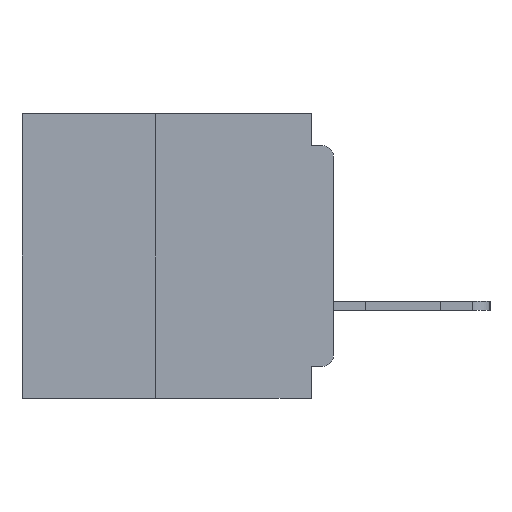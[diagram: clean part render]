
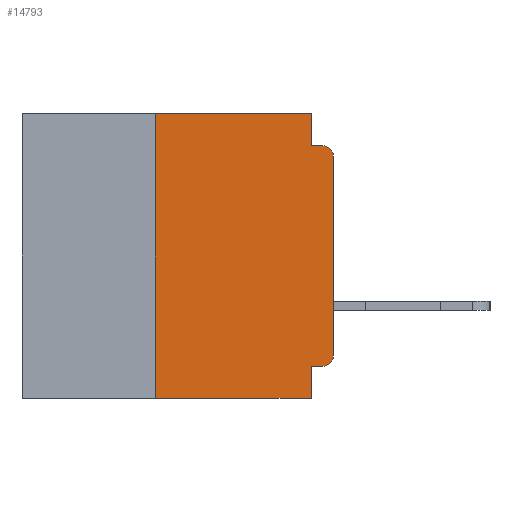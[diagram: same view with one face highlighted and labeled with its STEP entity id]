
A CAD part, left-side view. The second image highlights one B-rep face of the part: STEP entity #14793.
In plain terms, the highlighted planar face has unit normal (-1, 0, 0).
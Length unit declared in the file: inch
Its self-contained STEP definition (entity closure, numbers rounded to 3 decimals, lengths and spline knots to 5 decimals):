
#1109 = DIRECTION ( 'NONE',  ( 0., 0., -1. ) ) ;
#4339 = VERTEX_POINT ( 'NONE', #39963 ) ;
#4492 = DIRECTION ( 'NONE',  ( 0., 0., -1. ) ) ;
#5138 = CARTESIAN_POINT ( 'NONE',  ( 0., 0.031, 0. ) ) ;
#5442 = VECTOR ( 'NONE', #29303, 39.37008 ) ;
#5848 = VERTEX_POINT ( 'NONE', #39289 ) ;
#6280 = VECTOR ( 'NONE', #36390, 39.37008 ) ;
#7033 = AXIS2_PLACEMENT_3D ( 'NONE', #7761, #31398, #11143 ) ;
#7189 = VERTEX_POINT ( 'NONE', #13535 ) ;
#7761 = CARTESIAN_POINT ( 'NONE',  ( 0., 0.015, -0.06 ) ) ;
#8019 = CARTESIAN_POINT ( 'NONE',  ( 0., 0.25, 0. ) ) ;
#8599 = VECTOR ( 'NONE', #40721, 39.37008 ) ;
#8680 = VERTEX_POINT ( 'NONE', #31292 ) ;
#8977 = VERTEX_POINT ( 'NONE', #9075 ) ;
#9075 = CARTESIAN_POINT ( 'NONE',  ( 0., 0., -0.06 ) ) ;
#10760 = VECTOR ( 'NONE', #15147, 39.37008 ) ;
#11090 = PLANE ( 'NONE',  #35817 ) ;
#11143 = DIRECTION ( 'NONE',  ( 0., 0., -1. ) ) ;
#11919 = DIRECTION ( 'NONE',  ( 0., 0., -1. ) ) ;
#13072 = VECTOR ( 'NONE', #23212, 39.37008 ) ;
#13535 = CARTESIAN_POINT ( 'NONE',  ( 0., 0.015, -0.355 ) ) ;
#13807 = LINE ( 'NONE', #24658, #40712 ) ;
#14739 = CARTESIAN_POINT ( 'NONE',  ( 0., 0.031, -0.4 ) ) ;
#14793 = ADVANCED_FACE ( 'NONE', ( #18178 ), #11090, .F. ) ;
#14902 = AXIS2_PLACEMENT_3D ( 'NONE', #36152, #15866, #39490 ) ;
#15147 = DIRECTION ( 'NONE',  ( 0., -1., 0. ) ) ;
#15322 = ORIENTED_EDGE ( 'NONE', *, *, #25246, .F. ) ;
#15552 = EDGE_CURVE ( 'NONE', #8680, #4339, #32409, .T. ) ;
#15599 = VERTEX_POINT ( 'NONE', #29048 ) ;
#15866 = DIRECTION ( 'NONE',  ( -1., 0., 0. ) ) ;
#16113 = CARTESIAN_POINT ( 'NONE',  ( 0., 0.437, -0.4 ) ) ;
#16477 = EDGE_CURVE ( 'NONE', #7189, #35858, #20119, .T. ) ;
#17322 = EDGE_CURVE ( 'NONE', #5848, #30458, #13807, .T. ) ;
#17849 = ORIENTED_EDGE ( 'NONE', *, *, #40077, .T. ) ;
#17922 = EDGE_LOOP ( 'NONE', ( #30399, #17849, #30593, #29052, #25756, #15322, #37941, #34144, #29808, #41549 ) ) ;
#18178 = FACE_OUTER_BOUND ( 'NONE', #17922, .T. ) ;
#18870 = EDGE_CURVE ( 'NONE', #15599, #30458, #40051, .T. ) ;
#20119 = CIRCLE ( 'NONE', #14902, 0.015 ) ;
#20967 = LINE ( 'NONE', #43395, #13072 ) ;
#21250 = DIRECTION ( 'NONE',  ( 1., 0., 0. ) ) ;
#21853 = CARTESIAN_POINT ( 'NONE',  ( 0., 0.437, 0. ) ) ;
#23172 = CARTESIAN_POINT ( 'NONE',  ( 0., 0.015, -0.045 ) ) ;
#23212 = DIRECTION ( 'NONE',  ( 0., 0., 1. ) ) ;
#23742 = CARTESIAN_POINT ( 'NONE',  ( 0., 0., -0.355 ) ) ;
#24658 = CARTESIAN_POINT ( 'NONE',  ( 0., 0.031, -0.4 ) ) ;
#25246 = EDGE_CURVE ( 'NONE', #15599, #37126, #32392, .T. ) ;
#25756 = ORIENTED_EDGE ( 'NONE', *, *, #33267, .F. ) ;
#26037 = CARTESIAN_POINT ( 'NONE',  ( 0., 0.25, -0.4 ) ) ;
#26273 = CIRCLE ( 'NONE', #7033, 0.015 ) ;
#28609 = CARTESIAN_POINT ( 'NONE',  ( 0., 0., -0.045 ) ) ;
#28704 = DIRECTION ( 'NONE',  ( 0., -1., 0. ) ) ;
#29048 = CARTESIAN_POINT ( 'NONE',  ( 0., 0.25, -0.4 ) ) ;
#29052 = ORIENTED_EDGE ( 'NONE', *, *, #15552, .F. ) ;
#29303 = DIRECTION ( 'NONE',  ( 0., 0., 1. ) ) ;
#29808 = ORIENTED_EDGE ( 'NONE', *, *, #33771, .F. ) ;
#30399 = ORIENTED_EDGE ( 'NONE', *, *, #36835, .T. ) ;
#30458 = VERTEX_POINT ( 'NONE', #14739 ) ;
#30593 = ORIENTED_EDGE ( 'NONE', *, *, #32628, .F. ) ;
#31292 = CARTESIAN_POINT ( 'NONE',  ( 0., 0.031, 0. ) ) ;
#31357 = VECTOR ( 'NONE', #11919, 39.37008 ) ;
#31398 = DIRECTION ( 'NONE',  ( -1., 0., 0. ) ) ;
#31591 = VERTEX_POINT ( 'NONE', #23172 ) ;
#32205 = CARTESIAN_POINT ( 'NONE',  ( 0., 0., -0.34 ) ) ;
#32392 = LINE ( 'NONE', #26037, #5442 ) ;
#32409 = LINE ( 'NONE', #5138, #31357 ) ;
#32628 = EDGE_CURVE ( 'NONE', #4339, #31591, #37708, .T. ) ;
#33267 = EDGE_CURVE ( 'NONE', #37126, #8680, #39803, .T. ) ;
#33771 = EDGE_CURVE ( 'NONE', #7189, #5848, #35574, .T. ) ;
#34144 = ORIENTED_EDGE ( 'NONE', *, *, #17322, .F. ) ;
#35574 = LINE ( 'NONE', #23742, #8599 ) ;
#35817 = AXIS2_PLACEMENT_3D ( 'NONE', #41458, #21250, #1109 ) ;
#35858 = VERTEX_POINT ( 'NONE', #32205 ) ;
#36152 = CARTESIAN_POINT ( 'NONE',  ( 0., 0.015, -0.34 ) ) ;
#36390 = DIRECTION ( 'NONE',  ( 0., -1., 0. ) ) ;
#36835 = EDGE_CURVE ( 'NONE', #35858, #8977, #20967, .T. ) ;
#37126 = VERTEX_POINT ( 'NONE', #8019 ) ;
#37708 = LINE ( 'NONE', #28609, #10760 ) ;
#37941 = ORIENTED_EDGE ( 'NONE', *, *, #18870, .T. ) ;
#38742 = VECTOR ( 'NONE', #28704, 39.37008 ) ;
#39289 = CARTESIAN_POINT ( 'NONE',  ( 0., 0.031, -0.355 ) ) ;
#39490 = DIRECTION ( 'NONE',  ( 0., 0., -1. ) ) ;
#39803 = LINE ( 'NONE', #21853, #38742 ) ;
#39963 = CARTESIAN_POINT ( 'NONE',  ( 0., 0.031, -0.045 ) ) ;
#40051 = LINE ( 'NONE', #16113, #6280 ) ;
#40077 = EDGE_CURVE ( 'NONE', #8977, #31591, #26273, .T. ) ;
#40712 = VECTOR ( 'NONE', #4492, 39.37008 ) ;
#40721 = DIRECTION ( 'NONE',  ( 0., 1., 0. ) ) ;
#41458 = CARTESIAN_POINT ( 'NONE',  ( 0., 0.437, 0. ) ) ;
#41549 = ORIENTED_EDGE ( 'NONE', *, *, #16477, .T. ) ;
#43395 = CARTESIAN_POINT ( 'NONE',  ( 0., 0., 0. ) ) ;
